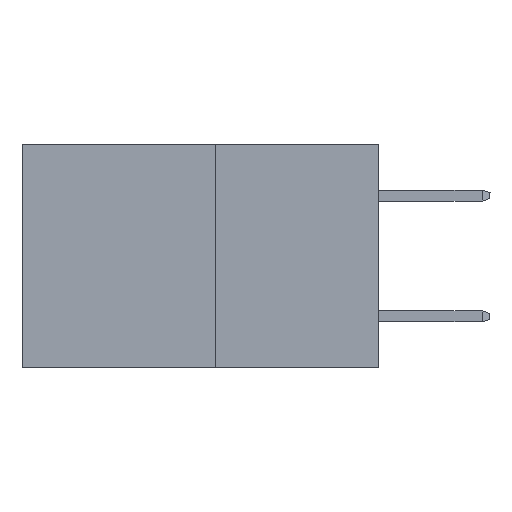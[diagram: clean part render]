
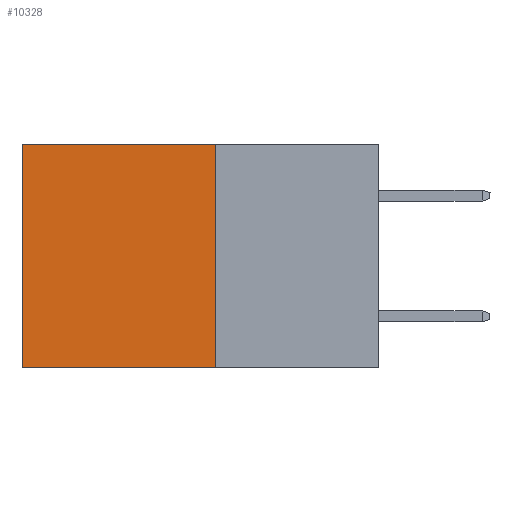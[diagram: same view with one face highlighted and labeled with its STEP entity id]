
A CAD part, left-side view. The second image highlights one B-rep face of the part: STEP entity #10328.
In plain terms, the highlighted planar face has unit normal (-1, 0, 0).
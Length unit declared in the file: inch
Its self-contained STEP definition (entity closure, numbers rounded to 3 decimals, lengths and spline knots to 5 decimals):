
#33 = LINE ( 'NONE', #8491, #5320 ) ;
#85 = LINE ( 'NONE', #8408, #8671 ) ;
#709 = VERTEX_POINT ( 'NONE', #10271 ) ;
#756 = ORIENTED_EDGE ( 'NONE', *, *, #5999, .T. ) ;
#1452 = VECTOR ( 'NONE', #1931, 39.37008 ) ;
#1733 = ORIENTED_EDGE ( 'NONE', *, *, #3761, .F. ) ;
#1795 = AXIS2_PLACEMENT_3D ( 'NONE', #7481, #11947, #5269 ) ;
#1915 = CARTESIAN_POINT ( 'NONE',  ( 0.277, 0.59, -0.37 ) ) ;
#1931 = DIRECTION ( 'NONE',  ( 0., 0., -1. ) ) ;
#2473 = VECTOR ( 'NONE', #2547, 39.37008 ) ;
#2547 = DIRECTION ( 'NONE',  ( 0., 1., 0. ) ) ;
#2755 = VERTEX_POINT ( 'NONE', #5404 ) ;
#3753 = DIRECTION ( 'NONE',  ( 0., 1., 0. ) ) ;
#3761 = EDGE_CURVE ( 'NONE', #2755, #709, #85, .T. ) ;
#4193 = FACE_OUTER_BOUND ( 'NONE', #10648, .T. ) ;
#5201 = EDGE_CURVE ( 'NONE', #709, #9572, #33, .T. ) ;
#5269 = DIRECTION ( 'NONE',  ( 0., 0., -1. ) ) ;
#5320 = VECTOR ( 'NONE', #3753, 39.37008 ) ;
#5404 = CARTESIAN_POINT ( 'NONE',  ( 0.277, 0.27, 0. ) ) ;
#5910 = CARTESIAN_POINT ( 'NONE',  ( 0.277, 0.59, 0. ) ) ;
#5999 = EDGE_CURVE ( 'NONE', #12790, #9572, #12577, .T. ) ;
#7453 = CARTESIAN_POINT ( 'NONE',  ( 0.277, 0.59, -0.37 ) ) ;
#7481 = CARTESIAN_POINT ( 'NONE',  ( 0.277, 0.27, -0.37 ) ) ;
#8407 = LINE ( 'NONE', #11475, #2473 ) ;
#8408 = CARTESIAN_POINT ( 'NONE',  ( 0.277, 0.27, -0.37 ) ) ;
#8443 = DIRECTION ( 'NONE',  ( 0., 0., -1. ) ) ;
#8491 = CARTESIAN_POINT ( 'NONE',  ( 0.277, 0.27, -0.37 ) ) ;
#8671 = VECTOR ( 'NONE', #8443, 39.37008 ) ;
#9572 = VERTEX_POINT ( 'NONE', #7453 ) ;
#9698 = PLANE ( 'NONE',  #1795 ) ;
#10271 = CARTESIAN_POINT ( 'NONE',  ( 0.277, 0.27, -0.37 ) ) ;
#10328 = ADVANCED_FACE ( 'NONE', ( #4193 ), #9698, .F. ) ;
#10648 = EDGE_LOOP ( 'NONE', ( #756, #10687, #1733, #13563 ) ) ;
#10687 = ORIENTED_EDGE ( 'NONE', *, *, #5201, .F. ) ;
#11475 = CARTESIAN_POINT ( 'NONE',  ( 0.277, 0.27, 0. ) ) ;
#11947 = DIRECTION ( 'NONE',  ( 1., 0., 0. ) ) ;
#12577 = LINE ( 'NONE', #1915, #1452 ) ;
#12790 = VERTEX_POINT ( 'NONE', #5910 ) ;
#13563 = ORIENTED_EDGE ( 'NONE', *, *, #14121, .T. ) ;
#14121 = EDGE_CURVE ( 'NONE', #2755, #12790, #8407, .T. ) ;
